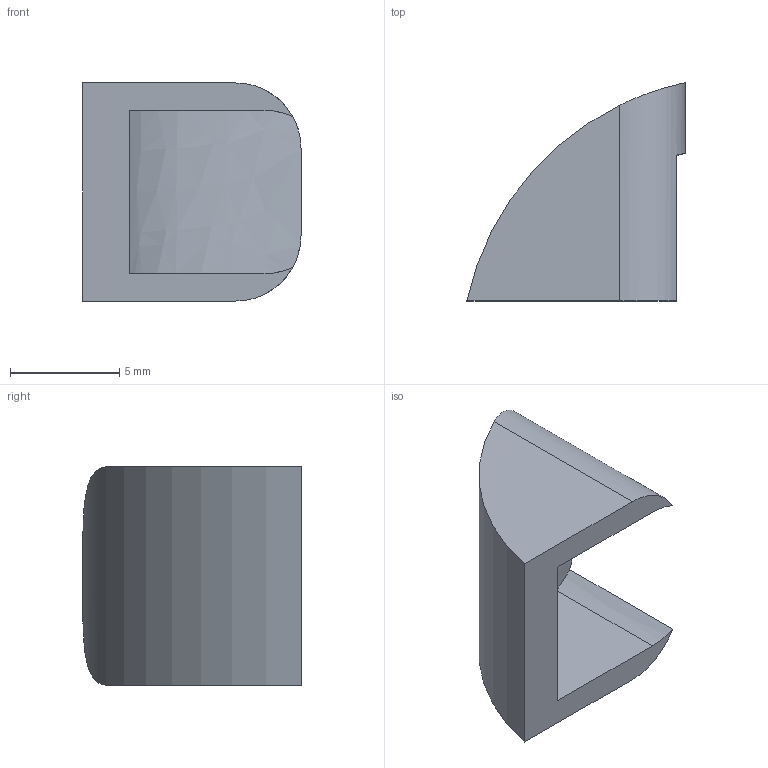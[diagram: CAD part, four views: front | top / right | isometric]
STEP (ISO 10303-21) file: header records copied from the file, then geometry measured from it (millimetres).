
FILE_DESCRIPTION(/* description */ (''),/* implementation_level */ '2;1');
FILE_NAME(/* name */ 'Tapa circuito part2.step',/* time_stamp */ '2024-10-28T17:30:02-03:00',/* author */ (''),/* organization */ (''),/* preprocessor_version */ 'ST-DEVELOPER v20',/* originating_system */ 'Autodesk Translation Framework v13.20.0.188',/* authorisation */ '');
FILE_SCHEMA (('AUTOMOTIVE_DESIGN { 1 0 10303 214 3 1 1 }'));
Length unit declared in the file: millimetre
Products named in the file (1): FusionComponent
Bounding box: 10 x 10 x 10 mm (x, y, z)
Volume: 398.7 mm3; surface area: 497.4 mm2
Topology: 1 solids, 1 shells, 12 faces, 30 edges, 20 vertices
Faces by surface type: plane 6, bspline 3, cylinder 3
Entity records: 430 total; most frequent: CARTESIAN_POINT 115, ORIENTED_EDGE 60, DIRECTION 52, EDGE_CURVE 30, VERTEX_POINT 20, AXIS2_PLACEMENT_3D 18, LINE 16, VECTOR 16
